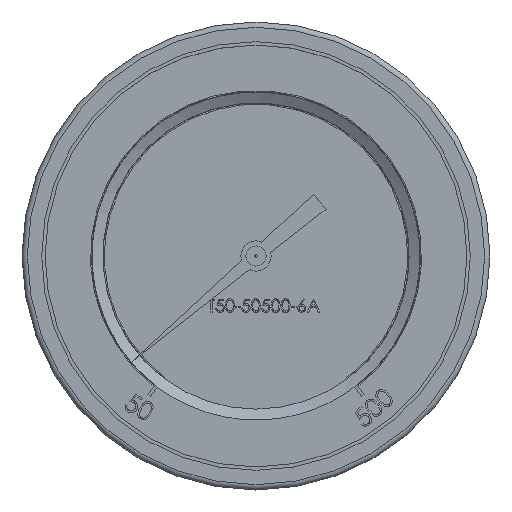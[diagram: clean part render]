
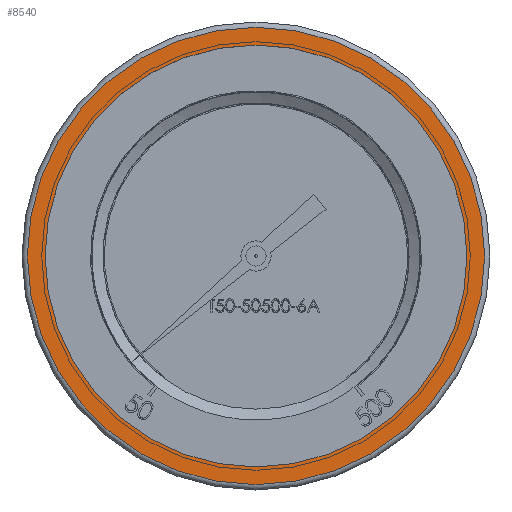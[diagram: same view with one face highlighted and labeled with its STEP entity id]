
A CAD part, top view. The second image highlights one B-rep face of the part: STEP entity #8540.
In plain terms, the highlighted planar face has unit normal (0, 0, 1).
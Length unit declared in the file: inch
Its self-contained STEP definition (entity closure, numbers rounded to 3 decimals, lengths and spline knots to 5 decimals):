
#527 = DIRECTION ( 'NONE',  ( -1., 0., 0. ) ) ;
#1619 = VERTEX_POINT ( 'NONE', #3898 ) ;
#1802 = DIRECTION ( 'NONE',  ( -1., 0., 0. ) ) ;
#3812 = FACE_BOUND ( 'NONE', #22167, .T. ) ;
#3898 = CARTESIAN_POINT ( 'NONE',  ( -2.58, 0., 0. ) ) ;
#5531 = CIRCLE ( 'NONE', #22516, 2.38 ) ;
#6200 = DIRECTION ( 'NONE',  ( -1., 0., 0. ) ) ;
#6533 = VERTEX_POINT ( 'NONE', #16763 ) ;
#7672 = FACE_OUTER_BOUND ( 'NONE', #20523, .T. ) ;
#8540 = ADVANCED_FACE ( 'NONE', ( #7672, #3812 ), #18030, .F. ) ;
#8884 = EDGE_CURVE ( 'NONE', #1619, #1619, #25820, .T. ) ;
#10206 = DIRECTION ( 'NONE',  ( 0., 0., 1. ) ) ;
#10292 = DIRECTION ( 'NONE',  ( 0., 0., 1. ) ) ;
#12980 = ORIENTED_EDGE ( 'NONE', *, *, #21977, .F. ) ;
#13044 = AXIS2_PLACEMENT_3D ( 'NONE', #16379, #10292, #527 ) ;
#15787 = DIRECTION ( 'NONE',  ( 0., 0., -1. ) ) ;
#15928 = CARTESIAN_POINT ( 'NONE',  ( 0., 0., 0. ) ) ;
#16379 = CARTESIAN_POINT ( 'NONE',  ( 0., 0., 0. ) ) ;
#16763 = CARTESIAN_POINT ( 'NONE',  ( -2.38, 0., 0. ) ) ;
#18030 = PLANE ( 'NONE',  #23739 ) ;
#18270 = ORIENTED_EDGE ( 'NONE', *, *, #8884, .T. ) ;
#20037 = CARTESIAN_POINT ( 'NONE',  ( 0., 0., 0. ) ) ;
#20523 = EDGE_LOOP ( 'NONE', ( #18270 ) ) ;
#21977 = EDGE_CURVE ( 'NONE', #6533, #6533, #5531, .T. ) ;
#22167 = EDGE_LOOP ( 'NONE', ( #12980 ) ) ;
#22516 = AXIS2_PLACEMENT_3D ( 'NONE', #15928, #10206, #6200 ) ;
#23739 = AXIS2_PLACEMENT_3D ( 'NONE', #20037, #15787, #1802 ) ;
#25820 = CIRCLE ( 'NONE', #13044, 2.58 ) ;
